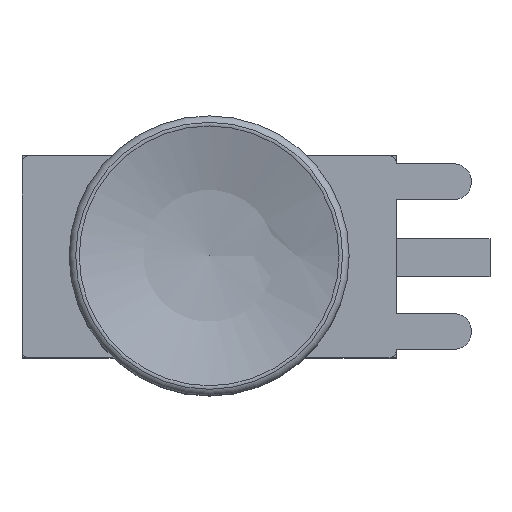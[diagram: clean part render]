
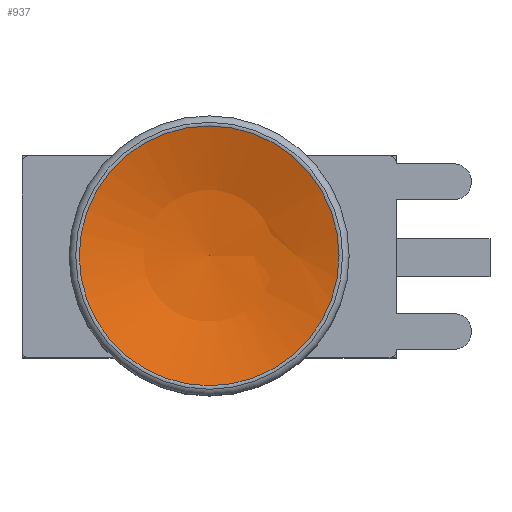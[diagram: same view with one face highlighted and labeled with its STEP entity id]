
A CAD part, top view. The second image highlights one B-rep face of the part: STEP entity #937.
In plain terms, the highlighted spherical face has radius 12.85 mm.
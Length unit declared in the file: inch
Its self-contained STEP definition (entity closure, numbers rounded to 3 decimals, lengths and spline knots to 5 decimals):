
#917=CARTESIAN_POINT('',(-0.17352,0.0,1.07734));
#918=VERTEX_POINT('',#917);
#919=CARTESIAN_POINT('',(0.0,0.0,1.07734));
#920=DIRECTION('',(0.0,0.0,-1.0));
#921=DIRECTION('',(1.0,0.0,0.0));
#922=AXIS2_PLACEMENT_3D('',#919,#920,#921);
#923=CIRCLE('',#922,0.17352);
#924=EDGE_CURVE('',#918,#918,#923,.T.);
#929=CARTESIAN_POINT('',(0.0,0.0,1.55255));
#930=DIRECTION('',(0.0,0.0,1.0));
#931=DIRECTION('',(1.0,0.0,0.0));
#932=AXIS2_PLACEMENT_3D('',#929,#930,#931);
#933=SPHERICAL_SURFACE('',#932,0.50591);
#934=ORIENTED_EDGE('',*,*,#924,.F.);
#935=EDGE_LOOP('',(#934));
#936=FACE_OUTER_BOUND('',#935,.T.);
#937=ADVANCED_FACE('',(#936),#933,.F.);
